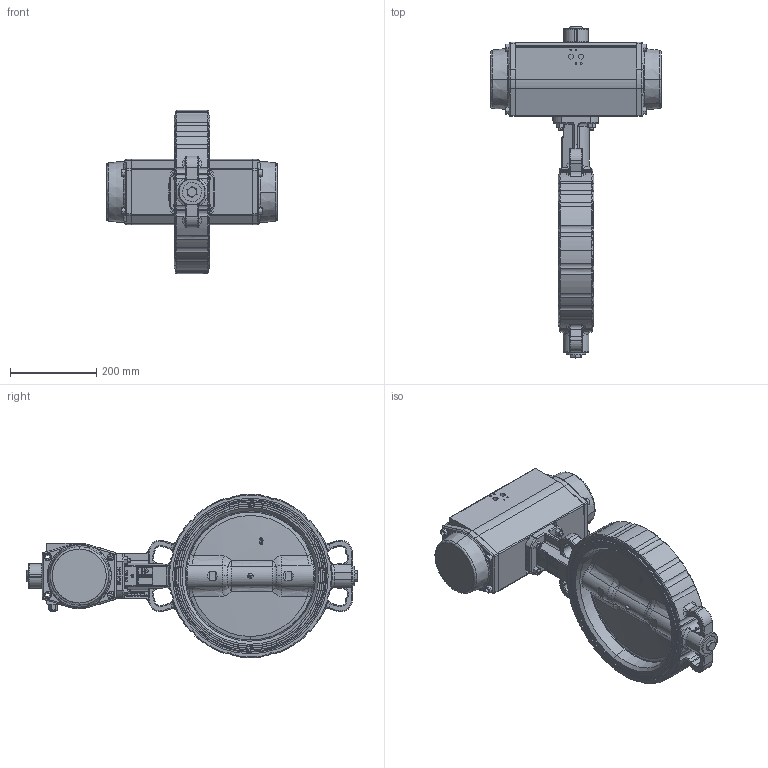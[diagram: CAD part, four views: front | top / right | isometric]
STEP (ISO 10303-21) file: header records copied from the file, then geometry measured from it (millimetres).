
FILE_DESCRIPTION (( 'STEP AP203' ), '1' );
FILE_NAME ('AK01_DN300_pneu.-doppelw..STEP', '2022-11-03T13:22:11', ( '' ), ( '' ), 'SwSTEP 2.0', 'SolidWorks 2021', '' );
FILE_SCHEMA (( 'CONFIG_CONTROL_DESIGN' ));
Products named in the file (1): AK01_DN300_pneu.-doppelw.
Bounding box: 395 x 768.19 x 378 mm (x, y, z)
Surface area: 94746866.5 mm2 (no closed solid volume)
Topology: 0 solids, 345 shells, 1275 faces, 4735 edges, 3714 vertices
Faces by surface type: cylinder 368, plane 305, torus 275, bspline 181, cone 104, sphere 42
Entity records: 85590 total; most frequent: CARTESIAN_POINT 48854, DIRECTION 7131, ORIENTED_EDGE 6596, EDGE_CURVE 4629, VERTEX_POINT 3665, AXIS2_PLACEMENT_3D 2690, LINE 1751, VECTOR 1751
